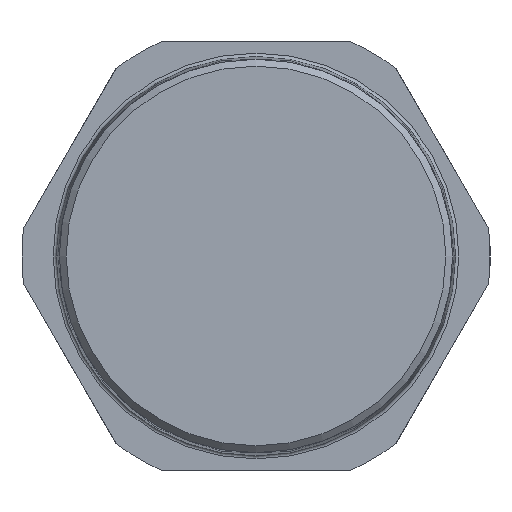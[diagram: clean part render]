
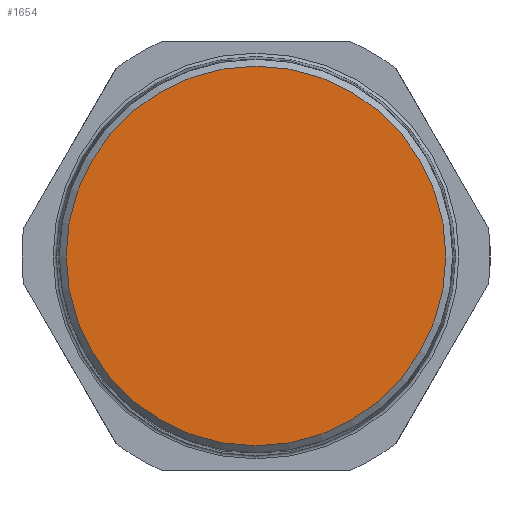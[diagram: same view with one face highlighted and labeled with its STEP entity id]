
A CAD part, left-side view. The second image highlights one B-rep face of the part: STEP entity #1654.
In plain terms, the highlighted planar face has unit normal (-1, 0, 0).
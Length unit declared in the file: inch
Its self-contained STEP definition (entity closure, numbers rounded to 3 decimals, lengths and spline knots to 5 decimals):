
#388=FACE_OUTER_BOUND('',#478,.T.);
#478=EDGE_LOOP('',(#1416));
#612=CIRCLE('',#1872,1.13009);
#775=VERTEX_POINT('',#3506);
#998=EDGE_CURVE('',#775,#775,#612,.T.);
#1416=ORIENTED_EDGE('',*,*,#998,.F.);
#1583=PLANE('',#1871);
#1654=ADVANCED_FACE('',(#388),#1583,.T.);
#1871=AXIS2_PLACEMENT_3D('',#3505,#2308,#2309);
#1872=AXIS2_PLACEMENT_3D('',#3507,#2310,#2311);
#2308=DIRECTION('center_axis',(-1.,0.,0.));
#2309=DIRECTION('ref_axis',(0.,0.,
-1.));
#2310=DIRECTION('center_axis',(1.,0.,0.));
#2311=DIRECTION('ref_axis',(0.,1.,0.));
#3505=CARTESIAN_POINT('Origin',(-2.63701,-1.16946,0.));
#3506=CARTESIAN_POINT('',(-2.63701,-1.13009,0.));
#3507=CARTESIAN_POINT('Origin',(-2.63701,0.,0.));
